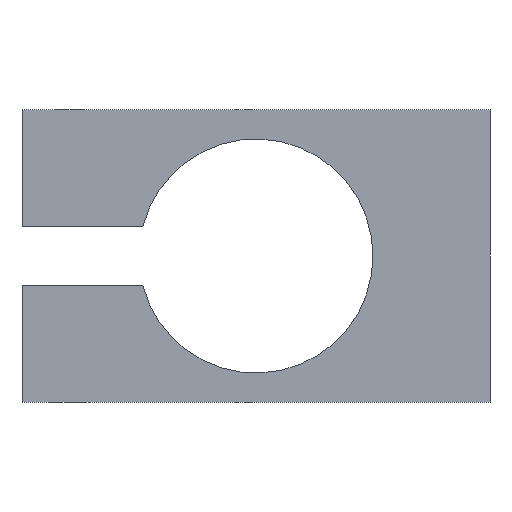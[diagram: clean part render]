
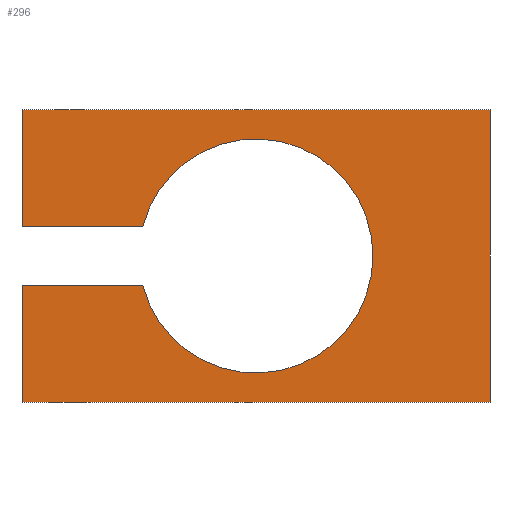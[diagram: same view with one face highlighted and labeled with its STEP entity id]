
A CAD part, front view. The second image highlights one B-rep face of the part: STEP entity #296.
In plain terms, the highlighted planar face has unit normal (0, -1, 0).
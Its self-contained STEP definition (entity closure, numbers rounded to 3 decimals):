
#17=LINE('',#459,#39);
#19=LINE('',#465,#41);
#28=LINE('',#485,#50);
#29=LINE('',#488,#51);
#31=LINE('',#492,#53);
#33=LINE('',#496,#55);
#35=LINE('',#499,#57);
#39=VECTOR('',#384,10.);
#41=VECTOR('',#388,10.);
#50=VECTOR('',#407,10.);
#51=VECTOR('',#410,10.);
#53=VECTOR('',#414,10.);
#55=VECTOR('',#418,10.);
#57=VECTOR('',#422,10.);
#66=PLANE('',#344);
#113=FACE_OUTER_BOUND('',#141,.T.);
#141=EDGE_LOOP('',(#269,#270,#271,#272,#273,#274,#275,#276));
#152=CIRCLE('',#338,20.);
#163=VERTEX_POINT('',#453);
#165=VERTEX_POINT('',#457);
#166=VERTEX_POINT('',#461);
#168=VERTEX_POINT('',#464);
#174=VERTEX_POINT('',#483);
#175=VERTEX_POINT('',#487);
#176=VERTEX_POINT('',#491);
#177=VERTEX_POINT('',#495);
#190=EDGE_CURVE('',#163,#165,#17,.T.);
#192=EDGE_CURVE('',#168,#166,#19,.T.);
#201=EDGE_CURVE('',#166,#163,#152,.T.);
#203=EDGE_CURVE('',#174,#165,#28,.T.);
#204=EDGE_CURVE('',#168,#175,#29,.T.);
#206=EDGE_CURVE('',#176,#174,#31,.T.);
#208=EDGE_CURVE('',#177,#176,#33,.T.);
#210=EDGE_CURVE('',#175,#177,#35,.T.);
#269=ORIENTED_EDGE('',*,*,#192,.T.);
#270=ORIENTED_EDGE('',*,*,#201,.T.);
#271=ORIENTED_EDGE('',*,*,#190,.T.);
#272=ORIENTED_EDGE('',*,*,#203,.F.);
#273=ORIENTED_EDGE('',*,*,#206,.F.);
#274=ORIENTED_EDGE('',*,*,#208,.F.);
#275=ORIENTED_EDGE('',*,*,#210,.F.);
#276=ORIENTED_EDGE('',*,*,#204,.F.);
#296=ADVANCED_FACE('',(#113),#66,.T.);
#338=AXIS2_PLACEMENT_3D('',#481,#402,#403);
#344=AXIS2_PLACEMENT_3D('',#500,#423,#424);
#384=DIRECTION('',(-1.,0.,0.));
#388=DIRECTION('',(1.,0.,0.));
#402=DIRECTION('center_axis',(0.,1.,0.));
#403=DIRECTION('ref_axis',(1.,0.,0.));
#407=DIRECTION('',(0.,0.,1.));
#410=DIRECTION('',(0.,0.,1.));
#414=DIRECTION('',(-1.,0.,0.));
#418=DIRECTION('',(0.,0.,-1.));
#422=DIRECTION('',(1.,0.,0.));
#423=DIRECTION('center_axis',(0.,-1.,0.));
#424=DIRECTION('ref_axis',(0.,0.,-1.));
#453=CARTESIAN_POINT('',(-19.365,0.,-5.));
#457=CARTESIAN_POINT('',(-40.,0.,-5.));
#459=CARTESIAN_POINT('',(-20.,0.,-5.));
#461=CARTESIAN_POINT('',(-19.365,0.,5.));
#464=CARTESIAN_POINT('',(-40.,0.,5.));
#465=CARTESIAN_POINT('',(0.,0.,5.));
#481=CARTESIAN_POINT('Origin',(0.,0.,0.));
#483=CARTESIAN_POINT('',(-40.,0.,-25.));
#485=CARTESIAN_POINT('',(-40.,0.,-25.));
#487=CARTESIAN_POINT('',(-40.,0.,25.));
#488=CARTESIAN_POINT('',(-40.,0.,-25.));
#491=CARTESIAN_POINT('',(40.,0.,-25.));
#492=CARTESIAN_POINT('',(40.,0.,-25.));
#495=CARTESIAN_POINT('',(40.,0.,25.));
#496=CARTESIAN_POINT('',(40.,0.,25.));
#499=CARTESIAN_POINT('',(-40.,0.,25.));
#500=CARTESIAN_POINT('Origin',(0.,0.,0.));
